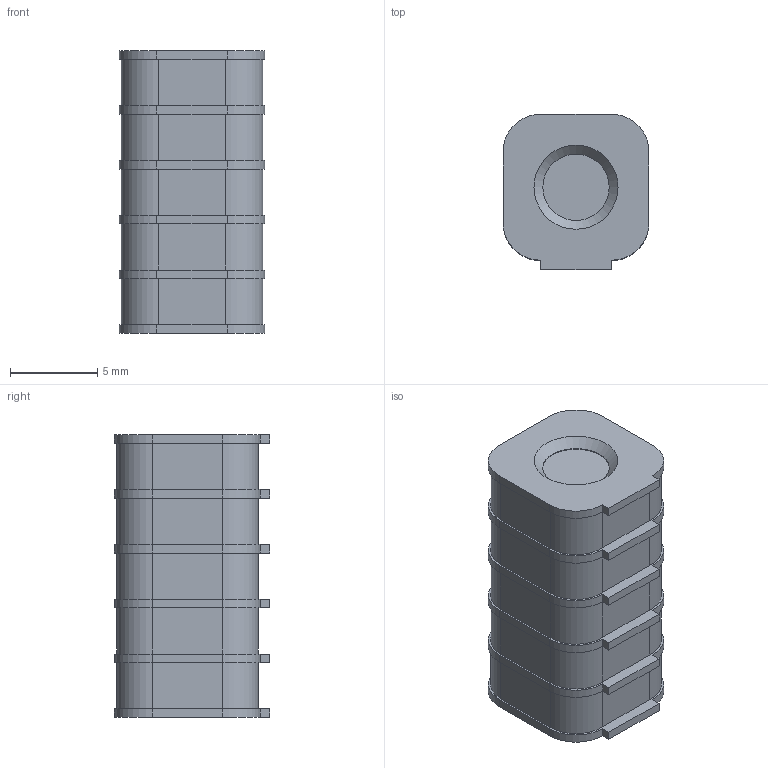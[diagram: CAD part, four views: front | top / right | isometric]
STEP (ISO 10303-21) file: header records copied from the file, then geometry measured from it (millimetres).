
FILE_DESCRIPTION((''),'2;1');
FILE_NAME('2033-140.stp','2017-04-25T09:21:21',('thomast'),(''),'Autodesk Inventor 2012','Autodesk Inventor 2012','');
FILE_SCHEMA(('CONFIG_CONTROL_DESIGN'));
Length unit declared in the file: inch
Products named in the file (1): 2033-140
Bounding box: 8.38 x 8.9 x 16.24 mm (x, y, z)
Volume: 1016.7 mm3; surface area: 679.1 mm2
Topology: 1 solids, 1 shells, 118 faces, 310 edges, 206 vertices
Faces by surface type: plane 70, cylinder 46, cone 2
Full cylindrical faces by diameter (mm): 3.81 x2
Entity records: 3707 total; most frequent: DIRECTION 638, CARTESIAN_POINT 631, ORIENTED_EDGE 612, EDGE_CURVE 306, AXIS2_PLACEMENT_3D 213, VECTOR 212, LINE 212, VERTEX_POINT 206
